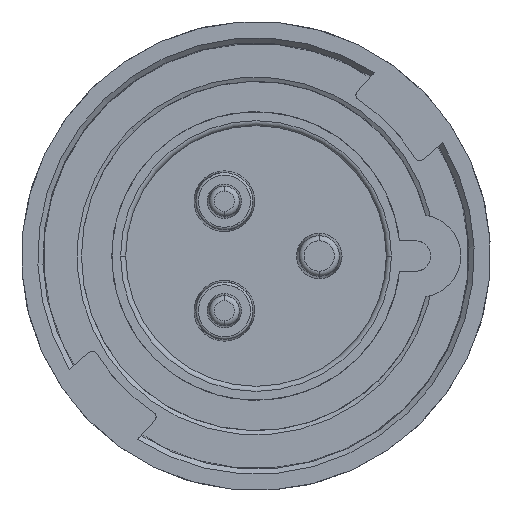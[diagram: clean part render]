
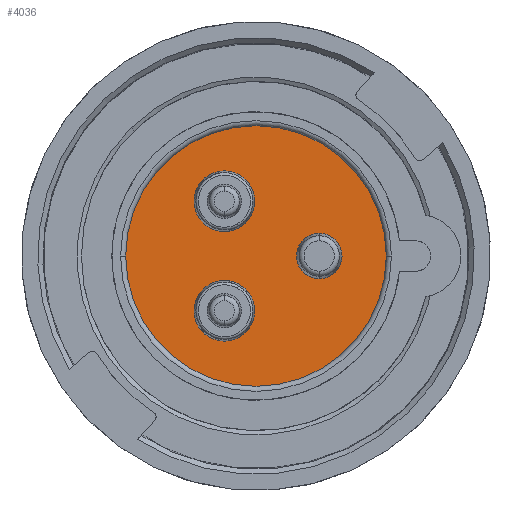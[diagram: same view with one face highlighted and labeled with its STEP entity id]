
A CAD part, front view. The second image highlights one B-rep face of the part: STEP entity #4036.
In plain terms, the highlighted planar face has unit normal (0, -1, 0).
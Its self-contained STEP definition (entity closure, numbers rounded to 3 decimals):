
#359=CARTESIAN_POINT('',(0.,45.6,0.));
#360=DIRECTION('',(0.,1.,0.));
#361=DIRECTION('',(-1.,0.,0.));
#362=AXIS2_PLACEMENT_3D('',#359,#360,#361);
#367=CARTESIAN_POINT('',(0.,45.6,0.));
#368=DIRECTION('',(0.,-1.,0.));
#369=DIRECTION('',(-1.,0.,0.));
#370=AXIS2_PLACEMENT_3D('',#367,#368,#369);
#375=CARTESIAN_POINT('',(-6.25,45.6,-10.825));
#376=DIRECTION('',(0.,1.,0.));
#377=DIRECTION('',(-0.5,0.,-0.866));
#378=AXIS2_PLACEMENT_3D('',#375,#376,#377);
#383=CARTESIAN_POINT('',(-6.25,45.6,-10.825));
#384=DIRECTION('',(0.,1.,0.));
#385=DIRECTION('',(0.5,0.,0.866));
#386=AXIS2_PLACEMENT_3D('',#383,#384,#385);
#391=CARTESIAN_POINT('',(-6.25,45.6,10.825));
#392=DIRECTION('',(0.,1.,0.));
#393=DIRECTION('',(-0.5,0.,0.866));
#394=AXIS2_PLACEMENT_3D('',#391,#392,#393);
#399=CARTESIAN_POINT('',(-6.25,45.6,10.825));
#400=DIRECTION('',(0.,1.,0.));
#401=DIRECTION('',(0.5,0.,-0.866));
#402=AXIS2_PLACEMENT_3D('',#399,#400,#401);
#407=CARTESIAN_POINT('',(12.5,45.6,0.));
#408=DIRECTION('',(0.,1.,0.));
#409=DIRECTION('',(-1.,0.,0.));
#410=AXIS2_PLACEMENT_3D('',#407,#408,#409);
#415=CARTESIAN_POINT('',(12.5,45.6,0.));
#416=DIRECTION('',(0.,1.,0.));
#417=DIRECTION('',(1.,0.,0.));
#418=AXIS2_PLACEMENT_3D('',#415,#416,#417);
#3395=CARTESIAN_POINT('',(-25.75,45.6,0.));
#3396=VERTEX_POINT('',#3395);
#3417=CARTESIAN_POINT('',(25.75,45.6,0.));
#3418=VERTEX_POINT('',#3417);
#3487=CARTESIAN_POINT('',(-9.25,45.6,-16.021));
#3488=CARTESIAN_POINT('',(-3.25,45.6,-5.629));
#3489=VERTEX_POINT('',#3487);
#3490=VERTEX_POINT('',#3488);
#3495=CARTESIAN_POINT('',(8.,45.6,0.));
#3496=CARTESIAN_POINT('',(17.,45.6,0.));
#3497=VERTEX_POINT('',#3495);
#3498=VERTEX_POINT('',#3496);
#3743=CARTESIAN_POINT('',(-9.25,45.6,16.021));
#3744=VERTEX_POINT('',#3743);
#3747=CARTESIAN_POINT('',(-3.25,45.6,5.629));
#3748=VERTEX_POINT('',#3747);
#4009=CARTESIAN_POINT('',(0.,45.6,0.));
#4010=DIRECTION('',(0.,-1.,0.));
#4011=DIRECTION('',(-1.,0.,0.));
#4012=AXIS2_PLACEMENT_3D('',#4009,#4010,#4011);
#4013=PLANE('',#4012);
#4014=ORIENTED_EDGE('',*,*,#4004,.T.);
#4015=ORIENTED_EDGE('',*,*,#3988,.F.);
#4016=EDGE_LOOP('',(#4014,#4015));
#4017=FACE_OUTER_BOUND('',#4016,.F.);
#4019=ORIENTED_EDGE('',*,*,#4018,.F.);
#4021=ORIENTED_EDGE('',*,*,#4020,.F.);
#4022=EDGE_LOOP('',(#4019,#4021));
#4023=FACE_BOUND('',#4022,.F.);
#4025=ORIENTED_EDGE('',*,*,#4024,.F.);
#4027=ORIENTED_EDGE('',*,*,#4026,.F.);
#4028=EDGE_LOOP('',(#4025,#4027));
#4029=FACE_BOUND('',#4028,.F.);
#4031=ORIENTED_EDGE('',*,*,#4030,.F.);
#4033=ORIENTED_EDGE('',*,*,#4032,.F.);
#4034=EDGE_LOOP('',(#4031,#4033));
#4035=FACE_BOUND('',#4034,.F.);
#363=CIRCLE('',#362,25.75);
#371=CIRCLE('',#370,25.75);
#379=CIRCLE('',#378,6.);
#387=CIRCLE('',#386,6.);
#395=CIRCLE('',#394,6.);
#403=CIRCLE('',#402,6.);
#411=CIRCLE('',#410,4.5);
#419=CIRCLE('',#418,4.5);
#3988=EDGE_CURVE('',#3396,#3418,#371,.T.);
#4004=EDGE_CURVE('',#3396,#3418,#363,.T.);
#4018=EDGE_CURVE('',#3489,#3490,#379,.T.);
#4020=EDGE_CURVE('',#3490,#3489,#387,.T.);
#4024=EDGE_CURVE('',#3744,#3748,#395,.T.);
#4026=EDGE_CURVE('',#3748,#3744,#403,.T.);
#4030=EDGE_CURVE('',#3497,#3498,#411,.T.);
#4032=EDGE_CURVE('',#3498,#3497,#419,.T.);
#4036=ADVANCED_FACE('',(#4017,#4023,#4029,#4035),#4013,.T.);
